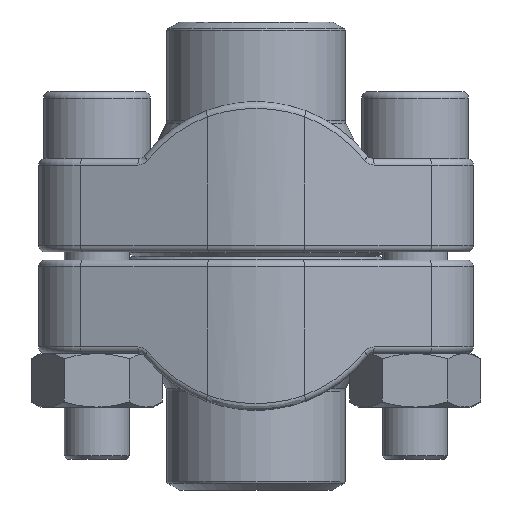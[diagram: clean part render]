
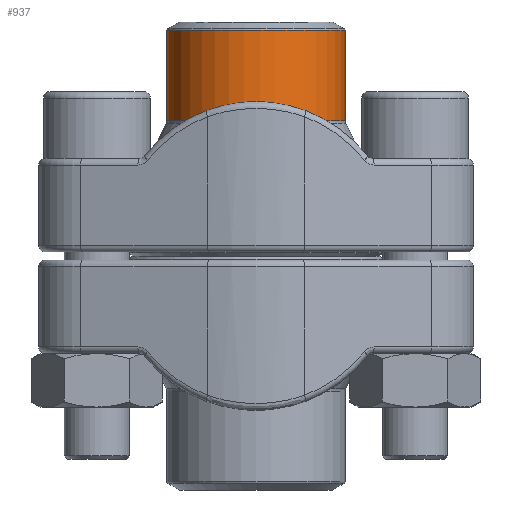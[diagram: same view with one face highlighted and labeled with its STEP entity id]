
A CAD part, front view. The second image highlights one B-rep face of the part: STEP entity #937.
In plain terms, the highlighted cylindrical face has radius 13.35 mm (diameter 26.7 mm), a full revolution.
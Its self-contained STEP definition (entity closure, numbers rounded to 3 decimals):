
#611=FACE_BOUND('',#1370,.T.);
#612=FACE_BOUND('',#1371,.T.);
#937=ADVANCED_FACE('',(#611,#612),#1123,.T.);
#1123=CYLINDRICAL_SURFACE('',#3660,13.35);
#1370=EDGE_LOOP('',(#2038));
#1371=EDGE_LOOP('',(#2039));
#2038=ORIENTED_EDGE('',*,*,#3011,.T.);
#2039=ORIENTED_EDGE('',*,*,#3012,.T.);
#2698=VERTEX_POINT('',#5583);
#2699=VERTEX_POINT('',#5585);
#3011=EDGE_CURVE('',#2698,#2698,#3366,.T.);
#3012=EDGE_CURVE('',#2699,#2699,#3367,.T.);
#3366=CIRCLE('',#3658,13.35);
#3367=CIRCLE('',#3659,13.35);
#3658=AXIS2_PLACEMENT_3D('',#5582,#4277,#4278);
#3659=AXIS2_PLACEMENT_3D('',#5584,#4279,#4280);
#3660=AXIS2_PLACEMENT_3D('',#5586,#4281,#4282);
#4277=DIRECTION('',(1.,0.,0.));
#4278=DIRECTION('',(0.,0.,1.));
#4279=DIRECTION('',(-1.,0.,0.));
#4280=DIRECTION('',(0.,0.,-1.));
#4281=DIRECTION('',(-1.,0.,0.));
#4282=DIRECTION('',(0.,0.,1.));
#5582=CARTESIAN_POINT('',(20.232,0.,0.));
#5583=CARTESIAN_POINT('',(20.232,0.,13.35));
#5584=CARTESIAN_POINT('',(33.73,0.,0.));
#5585=CARTESIAN_POINT('',(33.73,0.,-13.35));
#5586=CARTESIAN_POINT('',(0.,0.,0.));
